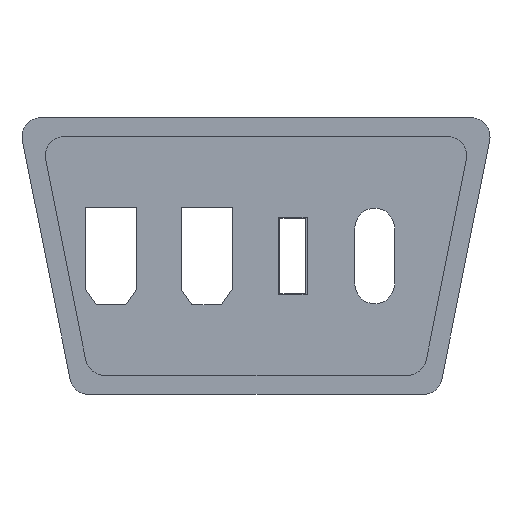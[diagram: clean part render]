
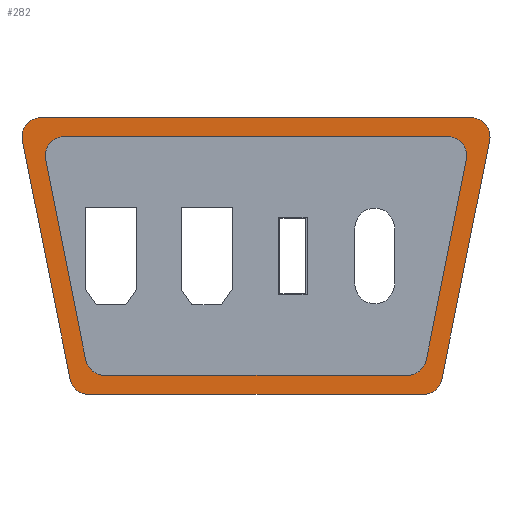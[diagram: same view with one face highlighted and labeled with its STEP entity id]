
A CAD part, front view. The second image highlights one B-rep face of the part: STEP entity #282.
In plain terms, the highlighted planar face has unit normal (0, -1, 0).
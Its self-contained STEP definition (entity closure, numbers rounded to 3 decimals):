
#6 = CARTESIAN_POINT ( 'NONE',  ( -15.86, 3., -10.5 ) ) ;
#8 = FACE_OUTER_BOUND ( 'NONE', #817, .T. ) ;
#31 = EDGE_CURVE ( 'NONE', #1064, #1555, #1898, .T. ) ;
#34 = VERTEX_POINT ( 'NONE', #532 ) ;
#58 = AXIS2_PLACEMENT_3D ( 'NONE', #383, #1657, #1630 ) ;
#93 = VECTOR ( 'NONE', #408, 1000. ) ;
#105 = DIRECTION ( 'NONE',  ( 1., 0., 0. ) ) ;
#111 = CARTESIAN_POINT ( 'NONE',  ( -17.5, 3., -12.5 ) ) ;
#125 = DIRECTION ( 'NONE',  ( 0., -1., 0. ) ) ;
#140 = CARTESIAN_POINT ( 'NONE',  ( 20.06, 3., 10.5 ) ) ;
#164 = CARTESIAN_POINT ( 'NONE',  ( 20.06, 3., 12.5 ) ) ;
#166 = EDGE_CURVE ( 'NONE', #416, #437, #259, .T. ) ;
#191 = VERTEX_POINT ( 'NONE', #1520 ) ;
#232 = CARTESIAN_POINT ( 'NONE',  ( 17.5, 3., -14.5 ) ) ;
#258 = CARTESIAN_POINT ( 'NONE',  ( 17.822, 3., -10.892 ) ) ;
#259 = LINE ( 'NONE', #1490, #308 ) ;
#270 = CARTESIAN_POINT ( 'NONE',  ( 15.86, 3., -10.5 ) ) ;
#277 = ORIENTED_EDGE ( 'NONE', *, *, #582, .F. ) ;
#278 = CARTESIAN_POINT ( 'NONE',  ( -15.86, 3., -12.5 ) ) ;
#282 = ADVANCED_FACE ( 'NONE', ( #1240, #8 ), #757, .T. ) ;
#291 = CARTESIAN_POINT ( 'NONE',  ( 22.5, 3., 12.5 ) ) ;
#302 = DIRECTION ( 'NONE',  ( 0., 0., -1. ) ) ;
#308 = VECTOR ( 'NONE', #1355, 1000. ) ;
#347 = CIRCLE ( 'NONE', #1862, 2. ) ;
#383 = CARTESIAN_POINT ( 'NONE',  ( -22.5, 3., 12.5 ) ) ;
#385 = VERTEX_POINT ( 'NONE', #1431 ) ;
#408 = DIRECTION ( 'NONE',  ( -1., 0., 0. ) ) ;
#415 = CIRCLE ( 'NONE', #1274, 2. ) ;
#416 = VERTEX_POINT ( 'NONE', #646 ) ;
#437 = VERTEX_POINT ( 'NONE', #1583 ) ;
#439 = CARTESIAN_POINT ( 'NONE',  ( 17.5, 3., -12.5 ) ) ;
#448 = DIRECTION ( 'NONE',  ( 0., 0., -1. ) ) ;
#458 = LINE ( 'NONE', #877, #1769 ) ;
#467 = DIRECTION ( 'NONE',  ( 0., 0., -1. ) ) ;
#484 = CARTESIAN_POINT ( 'NONE',  ( -24.461, 3., 12.108 ) ) ;
#499 = ORIENTED_EDGE ( 'NONE', *, *, #982, .T. ) ;
#520 = CARTESIAN_POINT ( 'NONE',  ( 24.94, 3., 14.5 ) ) ;
#529 = VECTOR ( 'NONE', #1326, 1000. ) ;
#532 = CARTESIAN_POINT ( 'NONE',  ( -17.5, 3., -14.5 ) ) ;
#535 = ORIENTED_EDGE ( 'NONE', *, *, #1302, .T. ) ;
#539 = ORIENTED_EDGE ( 'NONE', *, *, #1531, .T. ) ;
#552 = ORIENTED_EDGE ( 'NONE', *, *, #1577, .T. ) ;
#556 = CIRCLE ( 'NONE', #1994, 2. ) ;
#567 = LINE ( 'NONE', #1519, #1383 ) ;
#580 = ORIENTED_EDGE ( 'NONE', *, *, #1351, .F. ) ;
#582 = EDGE_CURVE ( 'NONE', #1203, #385, #701, .T. ) ;
#646 = CARTESIAN_POINT ( 'NONE',  ( -17.822, 3., -10.892 ) ) ;
#664 = ORIENTED_EDGE ( 'NONE', *, *, #1087, .T. ) ;
#701 = LINE ( 'NONE', #1336, #529 ) ;
#737 = CARTESIAN_POINT ( 'NONE',  ( -20.06, 3., 12.5 ) ) ;
#746 = VECTOR ( 'NONE', #1850, 1000. ) ;
#750 = CARTESIAN_POINT ( 'NONE',  ( -20.06, 3., 10.5 ) ) ;
#757 = PLANE ( 'NONE',  #903 ) ;
#781 = VERTEX_POINT ( 'NONE', #1404 ) ;
#817 = EDGE_LOOP ( 'NONE', ( #1015, #914, #580, #552, #1864, #842, #277, #499 ) ) ;
#837 = ORIENTED_EDGE ( 'NONE', *, *, #1477, .T. ) ;
#842 = ORIENTED_EDGE ( 'NONE', *, *, #1392, .T. ) ;
#846 = AXIS2_PLACEMENT_3D ( 'NONE', #140, #1254, #913 ) ;
#860 = ORIENTED_EDGE ( 'NONE', *, *, #166, .T. ) ;
#864 = VERTEX_POINT ( 'NONE', #164 ) ;
#877 = CARTESIAN_POINT ( 'NONE',  ( 17.5, 3., -12.5 ) ) ;
#903 = AXIS2_PLACEMENT_3D ( 'NONE', #1091, #125, #302 ) ;
#906 = DIRECTION ( 'NONE',  ( 0., 0., -1. ) ) ;
#909 = LINE ( 'NONE', #1237, #1083 ) ;
#913 = DIRECTION ( 'NONE',  ( 0., 0., -1. ) ) ;
#914 = ORIENTED_EDGE ( 'NONE', *, *, #1714, .T. ) ;
#962 = CARTESIAN_POINT ( 'NONE',  ( 22.5, 3., 14.5 ) ) ;
#975 = CIRCLE ( 'NONE', #1572, 2. ) ;
#982 = EDGE_CURVE ( 'NONE', #1203, #1555, #1604, .T. ) ;
#1013 = VERTEX_POINT ( 'NONE', #258 ) ;
#1015 = ORIENTED_EDGE ( 'NONE', *, *, #31, .F. ) ;
#1032 = EDGE_CURVE ( 'NONE', #1457, #864, #567, .T. ) ;
#1064 = VERTEX_POINT ( 'NONE', #1866 ) ;
#1080 = DIRECTION ( 'NONE',  ( 0., 0., -1. ) ) ;
#1082 = CARTESIAN_POINT ( 'NONE',  ( -24.94, 3., 14.5 ) ) ;
#1083 = VECTOR ( 'NONE', #1830, 1000. ) ;
#1087 = EDGE_CURVE ( 'NONE', #781, #1013, #458, .T. ) ;
#1091 = CARTESIAN_POINT ( 'NONE',  ( 0., 3., 0. ) ) ;
#1145 = CIRCLE ( 'NONE', #58, 2. ) ;
#1172 = CARTESIAN_POINT ( 'NONE',  ( 24.461, 3., 12.108 ) ) ;
#1188 = VERTEX_POINT ( 'NONE', #232 ) ;
#1203 = VERTEX_POINT ( 'NONE', #1172 ) ;
#1237 = CARTESIAN_POINT ( 'NONE',  ( -19.14, 3., -14.5 ) ) ;
#1240 = FACE_BOUND ( 'NONE', #1618, .T. ) ;
#1254 = DIRECTION ( 'NONE',  ( 0., 1., 0. ) ) ;
#1274 = AXIS2_PLACEMENT_3D ( 'NONE', #270, #1858, #1080 ) ;
#1277 = DIRECTION ( 'NONE',  ( 0., 1., 0. ) ) ;
#1302 = EDGE_CURVE ( 'NONE', #191, #1810, #1814, .T. ) ;
#1326 = DIRECTION ( 'NONE',  ( -0.196, 0., -0.981 ) ) ;
#1336 = CARTESIAN_POINT ( 'NONE',  ( 19.14, 3., -14.5 ) ) ;
#1339 = AXIS2_PLACEMENT_3D ( 'NONE', #291, #1820, #1690 ) ;
#1341 = ORIENTED_EDGE ( 'NONE', *, *, #1032, .T. ) ;
#1351 = EDGE_CURVE ( 'NONE', #1909, #1635, #1840, .T. ) ;
#1355 = DIRECTION ( 'NONE',  ( -0.196, 0., 0.981 ) ) ;
#1369 = ORIENTED_EDGE ( 'NONE', *, *, #1953, .T. ) ;
#1381 = DIRECTION ( 'NONE',  ( 0., -1., 0. ) ) ;
#1383 = VECTOR ( 'NONE', #105, 1000. ) ;
#1392 = EDGE_CURVE ( 'NONE', #1188, #385, #975, .T. ) ;
#1404 = CARTESIAN_POINT ( 'NONE',  ( 22.022, 3., 10.108 ) ) ;
#1407 = CARTESIAN_POINT ( 'NONE',  ( -19.461, 3., -12.892 ) ) ;
#1411 = EDGE_CURVE ( 'NONE', #437, #1457, #347, .T. ) ;
#1431 = CARTESIAN_POINT ( 'NONE',  ( 19.461, 3., -12.892 ) ) ;
#1457 = VERTEX_POINT ( 'NONE', #737 ) ;
#1473 = CIRCLE ( 'NONE', #1986, 2. ) ;
#1477 = EDGE_CURVE ( 'NONE', #864, #781, #1761, .T. ) ;
#1490 = CARTESIAN_POINT ( 'NONE',  ( -22.5, 3., 12.5 ) ) ;
#1510 = DIRECTION ( 'NONE',  ( -0.196, 0., -0.981 ) ) ;
#1519 = CARTESIAN_POINT ( 'NONE',  ( 22.5, 3., 12.5 ) ) ;
#1520 = CARTESIAN_POINT ( 'NONE',  ( 15.86, 3., -12.5 ) ) ;
#1531 = EDGE_CURVE ( 'NONE', #1013, #191, #415, .T. ) ;
#1547 = DIRECTION ( 'NONE',  ( 0., 1., 0. ) ) ;
#1555 = VERTEX_POINT ( 'NONE', #962 ) ;
#1572 = AXIS2_PLACEMENT_3D ( 'NONE', #439, #1381, #906 ) ;
#1577 = EDGE_CURVE ( 'NONE', #1909, #34, #1473, .T. ) ;
#1583 = CARTESIAN_POINT ( 'NONE',  ( -22.022, 3., 10.108 ) ) ;
#1604 = CIRCLE ( 'NONE', #1339, 2. ) ;
#1618 = EDGE_LOOP ( 'NONE', ( #664, #539, #535, #1369, #860, #1869, #1341, #837 ) ) ;
#1630 = DIRECTION ( 'NONE',  ( 0., 0., -1. ) ) ;
#1635 = VERTEX_POINT ( 'NONE', #484 ) ;
#1657 = DIRECTION ( 'NONE',  ( 0., -1., 0. ) ) ;
#1690 = DIRECTION ( 'NONE',  ( 0., 0., -1. ) ) ;
#1714 = EDGE_CURVE ( 'NONE', #1064, #1635, #1145, .T. ) ;
#1752 = CARTESIAN_POINT ( 'NONE',  ( -17.5, 3., -12.5 ) ) ;
#1761 = CIRCLE ( 'NONE', #846, 2. ) ;
#1769 = VECTOR ( 'NONE', #1510, 1000. ) ;
#1772 = DIRECTION ( 'NONE',  ( 1., 0., 0. ) ) ;
#1810 = VERTEX_POINT ( 'NONE', #278 ) ;
#1814 = LINE ( 'NONE', #111, #93 ) ;
#1820 = DIRECTION ( 'NONE',  ( 0., -1., 0. ) ) ;
#1830 = DIRECTION ( 'NONE',  ( -1., 0., 0. ) ) ;
#1840 = LINE ( 'NONE', #1082, #746 ) ;
#1850 = DIRECTION ( 'NONE',  ( -0.196, 0., 0.981 ) ) ;
#1851 = EDGE_CURVE ( 'NONE', #1188, #34, #909, .T. ) ;
#1858 = DIRECTION ( 'NONE',  ( 0., 1., 0. ) ) ;
#1862 = AXIS2_PLACEMENT_3D ( 'NONE', #750, #1547, #448 ) ;
#1864 = ORIENTED_EDGE ( 'NONE', *, *, #1851, .F. ) ;
#1866 = CARTESIAN_POINT ( 'NONE',  ( -22.5, 3., 14.5 ) ) ;
#1869 = ORIENTED_EDGE ( 'NONE', *, *, #1411, .T. ) ;
#1886 = DIRECTION ( 'NONE',  ( 0., -1., 0. ) ) ;
#1887 = VECTOR ( 'NONE', #1772, 1000. ) ;
#1897 = DIRECTION ( 'NONE',  ( 0., 0., -1. ) ) ;
#1898 = LINE ( 'NONE', #520, #1887 ) ;
#1909 = VERTEX_POINT ( 'NONE', #1407 ) ;
#1953 = EDGE_CURVE ( 'NONE', #1810, #416, #556, .T. ) ;
#1986 = AXIS2_PLACEMENT_3D ( 'NONE', #1752, #1886, #1897 ) ;
#1994 = AXIS2_PLACEMENT_3D ( 'NONE', #6, #1277, #467 ) ;
